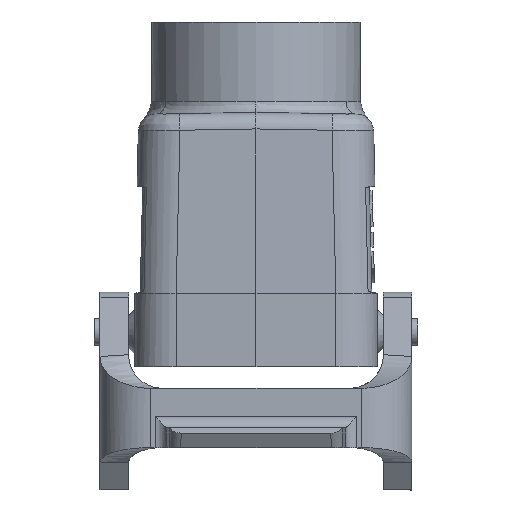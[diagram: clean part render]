
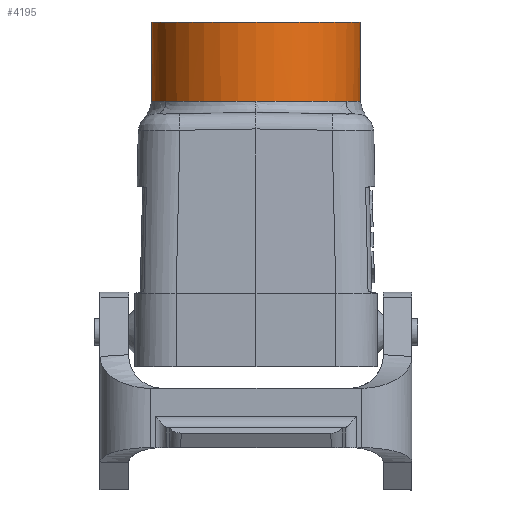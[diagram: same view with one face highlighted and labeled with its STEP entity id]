
A CAD part, left-side view. The second image highlights one B-rep face of the part: STEP entity #4195.
In plain terms, the highlighted cylindrical face has radius 18.5 mm (diameter 37 mm), a full revolution.
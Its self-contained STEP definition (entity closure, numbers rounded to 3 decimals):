
#1897=CYLINDRICAL_SURFACE('',#9439,18.5);
#2056=B_SPLINE_CURVE_WITH_KNOTS('',3,(#12498,#12499,#12500,#12501,#12502,
#12503),.UNSPECIFIED.,.F.,.F.,(4,2,4),(0.,0.5,1.),.UNSPECIFIED.);
#2058=B_SPLINE_CURVE_WITH_KNOTS('',3,(#12605,#12606,#12607,#12608,#12609,
#12610),.UNSPECIFIED.,.F.,.F.,(4,2,4),(0.,0.5,1.),.UNSPECIFIED.);
#2060=B_SPLINE_CURVE_WITH_KNOTS('',3,(#12644,#12645,#12646,#12647,#12648,
#12649),.UNSPECIFIED.,.F.,.F.,(4,2,4),(0.,0.5,1.),.UNSPECIFIED.);
#2062=B_SPLINE_CURVE_WITH_KNOTS('',3,(#12683,#12684,#12685,#12686,#12687,
#12688),.UNSPECIFIED.,.F.,.F.,(4,2,4),(0.,0.5,1.),.UNSPECIFIED.);
#2064=B_SPLINE_CURVE_WITH_KNOTS('',3,(#12790,#12791,#12792,#12793,#12794,
#12795),.UNSPECIFIED.,.F.,.F.,(4,2,4),(0.,0.5,1.),.UNSPECIFIED.);
#2066=B_SPLINE_CURVE_WITH_KNOTS('',3,(#12827,#12828,#12829,#12830,#12831,
#12832),.UNSPECIFIED.,.F.,.F.,(4,2,4),(0.,0.5,1.),.UNSPECIFIED.);
#4195=ADVANCED_FACE('',(#4635,#4636),#1897,.T.);
#4635=FACE_BOUND('',#4733,.T.);
#4636=FACE_BOUND('',#4734,.T.);
#4733=EDGE_LOOP('',(#5316));
#4734=EDGE_LOOP('',(#5317,#5318,#5319,#5320,#5321,#5322));
#5316=ORIENTED_EDGE('',*,*,#7888,.F.);
#5317=ORIENTED_EDGE('',*,*,#8035,.T.);
#5318=ORIENTED_EDGE('',*,*,#8032,.T.);
#5319=ORIENTED_EDGE('',*,*,#8029,.T.);
#5320=ORIENTED_EDGE('',*,*,#8026,.T.);
#5321=ORIENTED_EDGE('',*,*,#8023,.T.);
#5322=ORIENTED_EDGE('',*,*,#8038,.T.);
#7215=VERTEX_POINT('',#11990);
#7347=VERTEX_POINT('',#12496);
#7349=VERTEX_POINT('',#12504);
#7351=VERTEX_POINT('',#12611);
#7353=VERTEX_POINT('',#12650);
#7355=VERTEX_POINT('',#12689);
#7357=VERTEX_POINT('',#12796);
#7888=EDGE_CURVE('',#7215,#7215,#8918,.T.);
#8023=EDGE_CURVE('',#7349,#7347,#2056,.T.);
#8026=EDGE_CURVE('',#7351,#7349,#2058,.T.);
#8029=EDGE_CURVE('',#7353,#7351,#2060,.T.);
#8032=EDGE_CURVE('',#7355,#7353,#2062,.T.);
#8035=EDGE_CURVE('',#7357,#7355,#2064,.T.);
#8038=EDGE_CURVE('',#7347,#7357,#2066,.T.);
#8918=CIRCLE('',#9404,18.5);
#9404=AXIS2_PLACEMENT_3D('',#11989,#10059,#10060);
#9439=AXIS2_PLACEMENT_3D('',#12861,#10229,#10230);
#10059=DIRECTION('',(0.,0.,1.));
#10060=DIRECTION('',(-1.,0.,0.));
#10229=DIRECTION('',(0.,0.,1.));
#10230=DIRECTION('',(1.,0.,0.));
#11989=CARTESIAN_POINT('',(0.,0.,51.85));
#11990=CARTESIAN_POINT('',(-18.5,0.,51.85));
#12496=CARTESIAN_POINT('',(9.436,-15.913,37.85));
#12498=CARTESIAN_POINT('',(-9.436,-15.913,37.85));
#12499=CARTESIAN_POINT('',(-6.597,-17.596,37.85));
#12500=CARTESIAN_POINT('',(-3.301,-18.5,37.85));
#12501=CARTESIAN_POINT('',(3.301,-18.5,37.85));
#12502=CARTESIAN_POINT('',(6.597,-17.596,37.85));
#12503=CARTESIAN_POINT('',(9.436,-15.913,37.85));
#12504=CARTESIAN_POINT('',(-9.436,-15.913,37.85));
#12605=CARTESIAN_POINT('',(-18.5,0.,37.85));
#12606=CARTESIAN_POINT('',(-18.5,-3.193,37.85));
#12607=CARTESIAN_POINT('',(-17.655,-6.382,37.85));
#12608=CARTESIAN_POINT('',(-14.495,-11.931,37.85));
#12609=CARTESIAN_POINT('',(-12.182,-14.284,37.85));
#12610=CARTESIAN_POINT('',(-9.436,-15.913,37.85));
#12611=CARTESIAN_POINT('',(-18.5,0.,37.85));
#12644=CARTESIAN_POINT('',(-9.436,15.912,37.85));
#12645=CARTESIAN_POINT('',(-12.183,14.284,37.85));
#12646=CARTESIAN_POINT('',(-14.495,11.931,37.85));
#12647=CARTESIAN_POINT('',(-17.655,6.382,37.85));
#12648=CARTESIAN_POINT('',(-18.5,3.193,37.85));
#12649=CARTESIAN_POINT('',(-18.5,0.,37.85));
#12650=CARTESIAN_POINT('',(-9.436,15.912,37.85));
#12683=CARTESIAN_POINT('',(9.436,15.913,37.85));
#12684=CARTESIAN_POINT('',(6.597,17.596,37.85));
#12685=CARTESIAN_POINT('',(3.301,18.5,37.85));
#12686=CARTESIAN_POINT('',(-3.301,18.5,37.85));
#12687=CARTESIAN_POINT('',(-6.597,17.596,37.85));
#12688=CARTESIAN_POINT('',(-9.436,15.912,37.85));
#12689=CARTESIAN_POINT('',(9.436,15.913,37.85));
#12790=CARTESIAN_POINT('',(18.5,0.,37.85));
#12791=CARTESIAN_POINT('',(18.5,3.193,37.85));
#12792=CARTESIAN_POINT('',(17.655,6.382,37.85));
#12793=CARTESIAN_POINT('',(14.495,11.931,37.85));
#12794=CARTESIAN_POINT('',(12.182,14.284,37.85));
#12795=CARTESIAN_POINT('',(9.436,15.913,37.85));
#12796=CARTESIAN_POINT('',(18.5,0.,37.85));
#12827=CARTESIAN_POINT('',(9.436,-15.913,37.85));
#12828=CARTESIAN_POINT('',(12.183,-14.284,37.85));
#12829=CARTESIAN_POINT('',(14.495,-11.931,37.85));
#12830=CARTESIAN_POINT('',(17.655,-6.382,37.85));
#12831=CARTESIAN_POINT('',(18.5,-3.193,37.85));
#12832=CARTESIAN_POINT('',(18.5,0.,37.85));
#12861=CARTESIAN_POINT('',(0.,0.,35.35));
